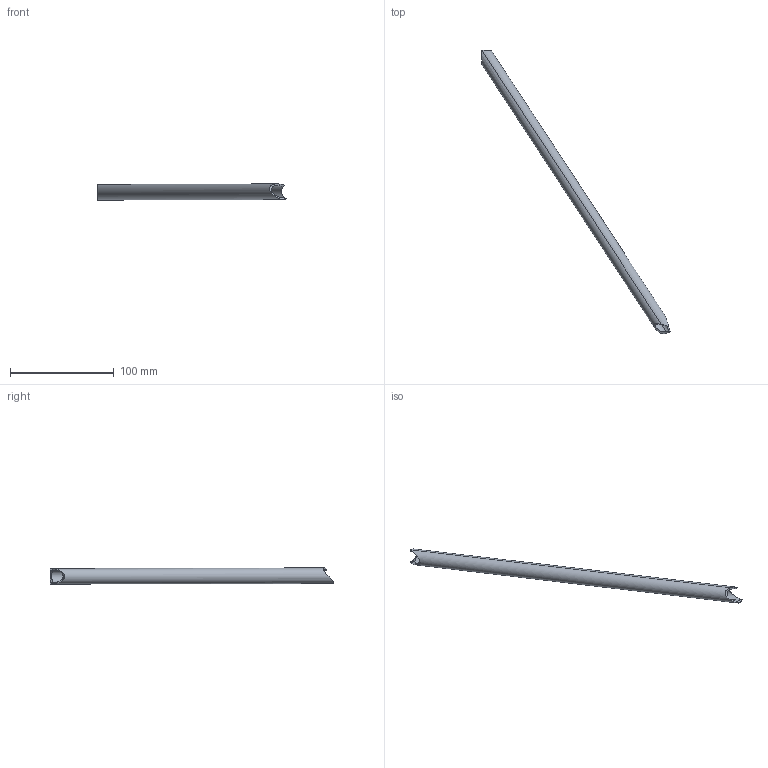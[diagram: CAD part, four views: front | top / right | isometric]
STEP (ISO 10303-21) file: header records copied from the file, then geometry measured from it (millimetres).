
FILE_DESCRIPTION(('CATIA V5 STEP Exchange'),'2;1');
FILE_NAME('67.stp','2023-02-22T13:20:41+00:00',('none'),('none'),'CATIA Version 5 Release 19 SP 2 (IN-10)','CATIA V5 STEP AP203','none');
FILE_SCHEMA(('CONFIG_CONTROL_DESIGN'));
Length unit declared in the file: millimetre
Products named in the file (1): Shape_509
Bounding box: 181.44 x 272.88 x 15.59 mm (x, y, z)
Volume: 19808.9 mm3; surface area: 26669.2 mm2
Topology: 1 solids, 1 shells, 14 faces, 45 edges, 31 vertices
Faces by surface type: cylinder 10, plane 4
Entity records: 753 total; most frequent: CARTESIAN_POINT 367, ORIENTED_EDGE 90, EDGE_CURVE 45, DIRECTION 42, VERTEX_POINT 31, B_SPLINE_CURVE_WITH_KNOTS 27, AXIS2_PLACEMENT_3D 22, ADVANCED_FACE 14
